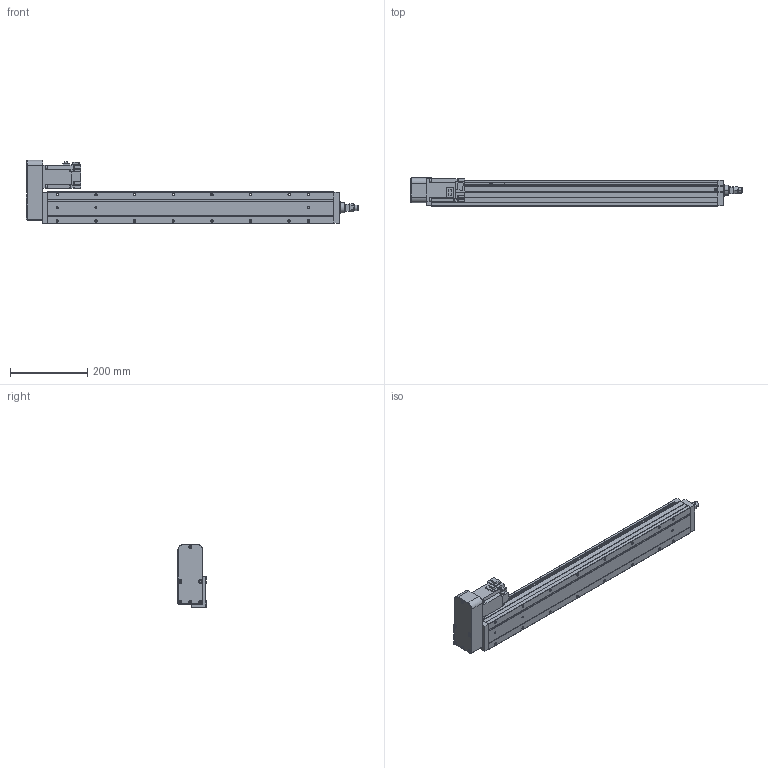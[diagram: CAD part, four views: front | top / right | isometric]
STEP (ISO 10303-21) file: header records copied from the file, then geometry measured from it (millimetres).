
FILE_DESCRIPTION (( 'STEP AP214' ), '1' );
FILE_NAME ('ETU08BL-16XLD-0550-XXXX.STEP', '2025-02-28T14:51:47', ( '' ), ( '' ), 'SwSTEP 2.0', 'SolidWorks 2022', '' );
FILE_SCHEMA (( 'AUTOMOTIVE_DESIGN' ));
Length unit declared in the file: millimetre
Products named in the file (10): ETU08-550BODY1; FANG STICKER; ETU08BL-16XLD-0550-XXXX; ETU08-550BODY3; ETU08-550MOTOR; ETU08-550ROD; ETU08-550BODY2; ETU08-550NUT; ETU08-550SENSOR; ETU08-550BODY0
Assembly tree (10 placements, depth 2):
  ETU08BL-16XLD-0550-XXXX
    ETU08-550BODY0
    ETU08-550BODY1
    ETU08-550BODY2
    ETU08-550BODY3
    ETU08-550MOTOR
    ETU08-550ROD
    ETU08-550NUT
    ETU08-550SENSOR  x2
    FANG STICKER
Bounding box: 859 x 74.3 x 163.8 mm (x, y, z)
Volume: 4147588.2 mm3; surface area: 491224.5 mm2
Topology: 10 solids, 10 shells, 933 faces, 2367 edges, 1526 vertices
Faces by surface type: plane 598, cylinder 219, cone 108, torus 8
Entity records: 28141 total; most frequent: CARTESIAN_POINT 4941, DIRECTION 4749, ORIENTED_EDGE 4658, EDGE_CURVE 2329, VECTOR 1737, LINE 1737, AXIS2_PLACEMENT_3D 1506, VERTEX_POINT 1506
